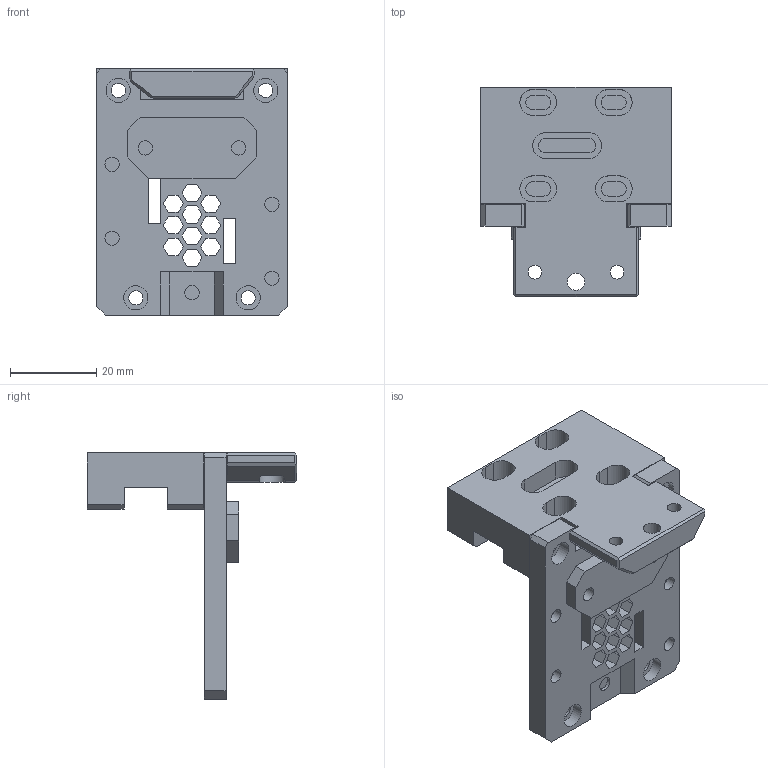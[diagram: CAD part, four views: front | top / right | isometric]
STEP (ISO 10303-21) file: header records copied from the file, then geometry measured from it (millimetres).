
FILE_DESCRIPTION(/* description */ (''),/* implementation_level */ '2;1');
FILE_NAME(/* name */ 'universal_face hexdort low motor MG12.step',/* time_stamp */ '2022-11-18T22:06:41Z',/* author */ (''),/* organization */ (''),/* preprocessor_version */ 'ST-DEVELOPER v19.2',/* originating_system */ 'Autodesk Translation Framework v11.17.0.187',/* authorisation */ '');
FILE_SCHEMA (('AUTOMOTIVE_DESIGN { 1 0 10303 214 3 1 1 }'));
Length unit declared in the file: millimetre
Products named in the file (1): universal_face hexdort low motor MG12
Bounding box: 44.1 x 48.45 x 57 mm (x, y, z)
Volume: 24677.4 mm3; surface area: 15310.9 mm2
Topology: 2 solids, 2 shells, 286 faces, 757 edges, 503 vertices
Faces by surface type: plane 241, cylinder 43, cone 2
Full cylindrical faces by diameter (mm): 3.2 x2, 3.3 x14, 4 x1, 5.6 x4
Entity records: 8879 total; most frequent: CARTESIAN_POINT 1571, ORIENTED_EDGE 1514, DIRECTION 1415, EDGE_CURVE 757, LINE 649, VECTOR 649, VERTEX_POINT 503, AXIS2_PLACEMENT_3D 383
